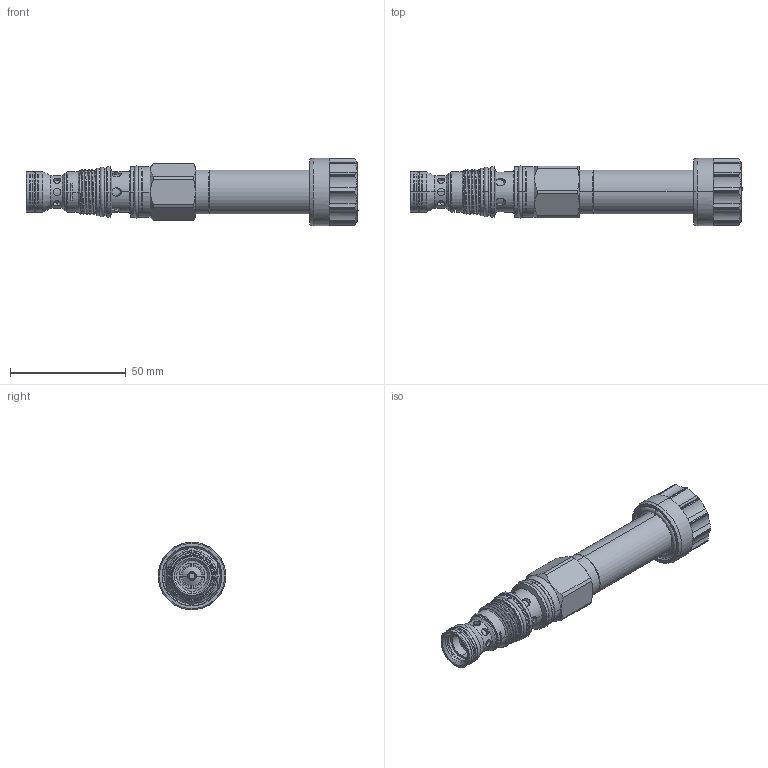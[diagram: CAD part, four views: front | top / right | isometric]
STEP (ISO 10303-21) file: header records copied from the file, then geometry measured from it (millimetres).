
FILE_DESCRIPTION (( 'STEP AP203' ), '1' );
FILE_NAME ('PFB11A3D-N.STEP', '2016-07-25T07:27:09', ( '' ), ( '' ), 'SwSTEP 2.0', 'SolidWorks 2012', '' );
FILE_SCHEMA (( 'CONFIG_CONTROL_DESIGN' ));
Length unit declared in the file: millimetre
Products named in the file (1): PFB11A3D-N
Bounding box: 143.67 x 29.2 x 29.2 mm (x, y, z)
Volume: 47258.4 mm3; surface area: 18802.4 mm2
Topology: 6 solids, 7 shells, 434 faces, 1044 edges, 665 vertices
Faces by surface type: cylinder 205, plane 128, cone 63, torus 26, bspline 12
Entity records: 17991 total; most frequent: CARTESIAN_POINT 7960, ORIENTED_EDGE 2088, DIRECTION 2055, EDGE_CURVE 1044, AXIS2_PLACEMENT_3D 797, VERTEX_POINT 665, EDGE_LOOP 485, VECTOR 461
